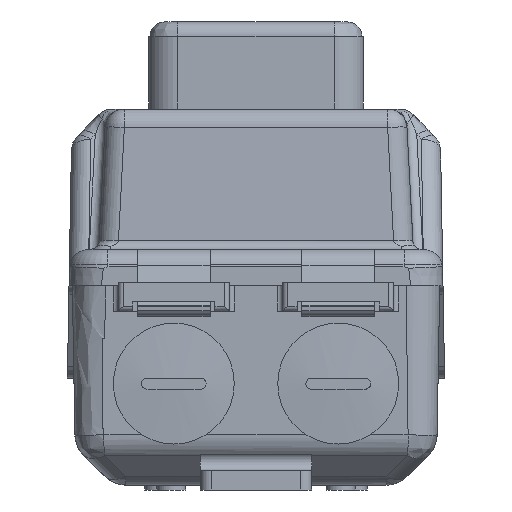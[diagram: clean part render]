
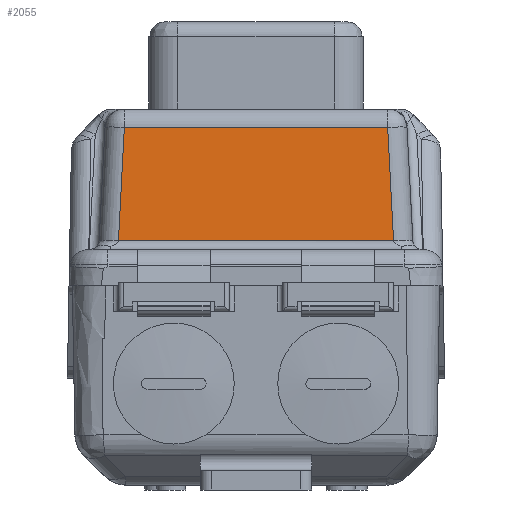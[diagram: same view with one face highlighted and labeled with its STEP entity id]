
A CAD part, left-side view. The second image highlights one B-rep face of the part: STEP entity #2055.
In plain terms, the highlighted planar face has unit normal (-0.999, 0, 0.052).
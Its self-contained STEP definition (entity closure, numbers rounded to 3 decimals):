
#2055 = ADVANCED_FACE( '', ( #4396 ), #4397, .T. );
#4396 = FACE_OUTER_BOUND( '', #9749, .T. );
#4397 = PLANE( '', #9750 );
#9749 = EDGE_LOOP( '', ( #17761, #17762, #17763, #17764 ) );
#9750 = AXIS2_PLACEMENT_3D( '', #17765, #17766, #17767 );
#17761 = ORIENTED_EDGE( '', *, *, #21113, .T. );
#17762 = ORIENTED_EDGE( '', *, *, #22034, .T. );
#17763 = ORIENTED_EDGE( '', *, *, #20020, .T. );
#17764 = ORIENTED_EDGE( '', *, *, #21698, .T. );
#17765 = CARTESIAN_POINT( '', ( -123., 30., 78.07 ) );
#17766 = DIRECTION( '', ( -0.999, 0., 0.052 ) );
#17767 = DIRECTION( '', ( 0., 1., 0. ) );
#20020 = EDGE_CURVE( '', #22523, #23079, #23081, .T. );
#21113 = EDGE_CURVE( '', #24917, #24919, #24921, .T. );
#21698 = EDGE_CURVE( '', #23079, #24917, #25722, .T. );
#22034 = EDGE_CURVE( '', #24919, #22523, #26127, .T. );
#22523 = VERTEX_POINT( '', #26662 );
#23079 = VERTEX_POINT( '', #27790 );
#23081 = LINE( '', #27792, #27793 );
#24917 = VERTEX_POINT( '', #31709 );
#24919 = VERTEX_POINT( '', #31711 );
#24921 = LINE( '', #31713, #31714 );
#25722 = LINE( '', #33583, #33584 );
#26127 = LINE( '', #34383, #34384 );
#26662 = CARTESIAN_POINT( '', ( -124.44, 28.445, 50.595 ) );
#27790 = CARTESIAN_POINT( '', ( -124.44, -28.445, 50.595 ) );
#27792 = CARTESIAN_POINT( '', ( -124.44, -30., 50.595 ) );
#27793 = VECTOR( '', #35771, 1000. );
#31709 = CARTESIAN_POINT( '', ( -123.214, -27.22, 73.979 ) );
#31711 = CARTESIAN_POINT( '', ( -123.214, 27.22, 73.979 ) );
#31713 = CARTESIAN_POINT( '', ( -123.214, 30., 73.979 ) );
#31714 = VECTOR( '', #36962, 1000. );
#33583 = CARTESIAN_POINT( '', ( -122.844, -26.85, 81.041 ) );
#33584 = VECTOR( '', #37494, 1000. );
#34383 = CARTESIAN_POINT( '', ( -123.008, 27.014, 77.914 ) );
#34384 = VECTOR( '', #37768, 1000. );
#35771 = DIRECTION( '', ( 0., -1., 0. ) );
#36962 = DIRECTION( '', ( 0., 1., 0. ) );
#37494 = DIRECTION( '', ( 0.052, 0.052, 0.997 ) );
#37768 = DIRECTION( '', ( -0.052, 0.052, -0.997 ) );
